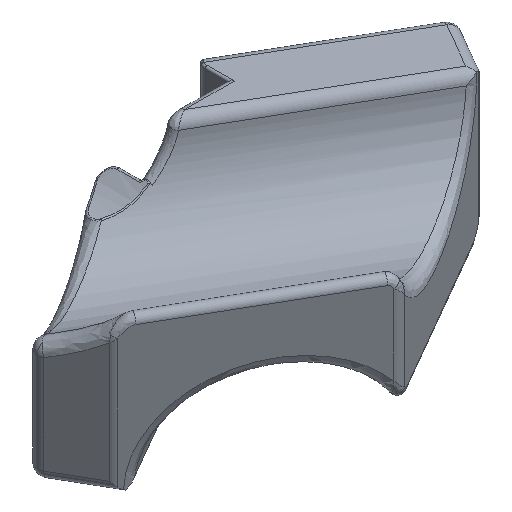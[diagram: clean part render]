
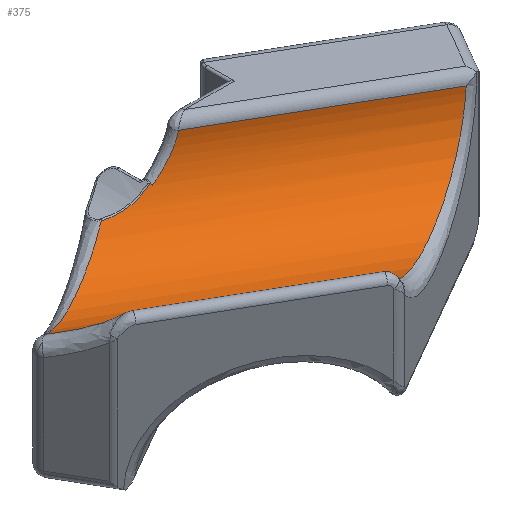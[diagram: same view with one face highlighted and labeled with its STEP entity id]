
A CAD part, isometric view. The second image highlights one B-rep face of the part: STEP entity #375.
In plain terms, the highlighted cylindrical face has radius 4.05 mm (diameter 8.1 mm), a partial arc.
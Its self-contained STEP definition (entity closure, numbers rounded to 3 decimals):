
#9 = VERTEX_POINT ( 'NONE', #1730 ) ;
#13 = CARTESIAN_POINT ( 'NONE',  ( -7.692, 9.07, 6.947 ) ) ;
#33 = CARTESIAN_POINT ( 'NONE',  ( -3.266, 14.018, 6.281 ) ) ;
#106 = VERTEX_POINT ( 'NONE', #2201 ) ;
#121 = CARTESIAN_POINT ( 'NONE',  ( -9.282, 11.537, 5.568 ) ) ;
#122 = CARTESIAN_POINT ( 'NONE',  ( -2.008, 13.838, 6.928 ) ) ;
#123 =( BOUNDED_CURVE ( )  B_SPLINE_CURVE ( 3, ( #293, #2950, #1074, #276 ),
 .UNSPECIFIED., .F., .F. ) 
 B_SPLINE_CURVE_WITH_KNOTS ( ( 4, 4 ),
 ( 3.673, 6.173 ),
 .UNSPECIFIED. ) 
 CURVE ( )  GEOMETRIC_REPRESENTATION_ITEM ( )  RATIONAL_B_SPLINE_CURVE ( ( 1., 0.544, 0.544, 1. ) ) 
 REPRESENTATION_ITEM ( '' )  );
#138 = EDGE_CURVE ( 'NONE', #2919, #570, #2236, .T. ) ;
#139 = AXIS2_PLACEMENT_3D ( 'NONE', #1266, #3342, #3380 ) ;
#153 = CARTESIAN_POINT ( 'NONE',  ( -2.022, 13.857, 6.944 ) ) ;
#276 = CARTESIAN_POINT ( 'NONE',  ( 7.824, 8.791, 8.555 ) ) ;
#293 = CARTESIAN_POINT ( 'NONE',  ( -0.157, 4.719, 6.947 ) ) ;
#317 = CARTESIAN_POINT ( 'NONE',  ( -2.302, 13.866, 6.72 ) ) ;
#365 = CARTESIAN_POINT ( 'NONE',  ( -2., 13.799, 6.879 ) ) ;
#375 = ADVANCED_FACE ( 'NONE', ( #2296 ), #1533, .F. ) ;
#389 = CARTESIAN_POINT ( 'NONE',  ( -2.02, 13.854, 6.942 ) ) ;
#464 =( BOUNDED_CURVE ( )  B_SPLINE_CURVE ( 3, ( #2204, #606, #569, #365 ),
 .UNSPECIFIED., .F., .T. ) 
 B_SPLINE_CURVE_WITH_KNOTS ( ( 4, 4 ),
 ( 0.11, 0.551 ),
 .UNSPECIFIED. ) 
 CURVE ( )  GEOMETRIC_REPRESENTATION_ITEM ( )  RATIONAL_B_SPLINE_CURVE ( ( 1., 0.984, 0.984, 1. ) ) 
 REPRESENTATION_ITEM ( '' )  );
#471 = VECTOR ( 'NONE', #1960, 1000. ) ;
#481 = EDGE_CURVE ( 'NONE', #3041, #9, #123, .T. ) ;
#541 = EDGE_CURVE ( 'NONE', #761, #2919, #1491, .T. ) ;
#569 = CARTESIAN_POINT ( 'NONE',  ( -1.337, 13.779, 7.391 ) ) ;
#570 = VERTEX_POINT ( 'NONE', #833 ) ;
#572 = CARTESIAN_POINT ( 'NONE',  ( -3.922, 14.272, 6.172 ) ) ;
#596 = CARTESIAN_POINT ( 'NONE',  ( -2., 13.81, 6.894 ) ) ;
#597 = ORIENTED_EDGE ( 'NONE', *, *, #481, .T. ) ;
#606 = CARTESIAN_POINT ( 'NONE',  ( -0.925, 13.767, 7.958 ) ) ;
#647 = CARTESIAN_POINT ( 'NONE',  ( -2., 13.799, 6.879 ) ) ;
#761 = VERTEX_POINT ( 'NONE', #153 ) ;
#833 = CARTESIAN_POINT ( 'NONE',  ( -9.282, 11.537, 5.568 ) ) ;
#838 = ORIENTED_EDGE ( 'NONE', *, *, #541, .T. ) ;
#892 = CARTESIAN_POINT ( 'NONE',  ( -13.069, 12.174, 6.947 ) ) ;
#925 = CARTESIAN_POINT ( 'NONE',  ( -2.001, 13.821, 6.909 ) ) ;
#981 = CARTESIAN_POINT ( 'NONE',  ( -9.282, 11.537, 5.568 ) ) ;
#1074 = CARTESIAN_POINT ( 'NONE',  ( 7.274, 8.511, 3.869 ) ) ;
#1111 = CARTESIAN_POINT ( 'NONE',  ( -8.085, 9.679, 6.384 ) ) ;
#1182 = CARTESIAN_POINT ( 'NONE',  ( -2.022, 13.857, 6.944 ) ) ;
#1263 = CARTESIAN_POINT ( 'NONE',  ( -9.311, 18.684, 8.555 ) ) ;
#1266 = CARTESIAN_POINT ( 'NONE',  ( -11.324, 15.198, 9. ) ) ;
#1272 = CARTESIAN_POINT ( 'NONE',  ( -3.922, 14.272, 6.172 ) ) ;
#1306 = B_SPLINE_CURVE_WITH_KNOTS ( 'NONE', 3,
 ( #647, #596, #925, #1462, #122, #1712, #2530, #1676, #389, #1182 ),
 .UNSPECIFIED., .F., .F.,
 ( 4, 3, 3, 4 ),
 ( 0., 0., 0., 0. ),
 .UNSPECIFIED. ) ;
#1397 = CARTESIAN_POINT ( 'NONE',  ( -2., 13.799, 6.879 ) ) ;
#1401 = ORIENTED_EDGE ( 'NONE', *, *, #2710, .T. ) ;
#1417 = LINE ( 'NONE', #892, #471 ) ;
#1462 = CARTESIAN_POINT ( 'NONE',  ( -2.006, 13.832, 6.922 ) ) ;
#1464 = ORIENTED_EDGE ( 'NONE', *, *, #3083, .T. ) ;
#1491 = B_SPLINE_CURVE_WITH_KNOTS ( 'NONE', 3,
 ( #2672, #317, #2422, #33, #2693, #572 ),
 .UNSPECIFIED., .F., .F.,
 ( 4, 2, 4 ),
 ( 0., 0.001, 0.002 ),
 .UNSPECIFIED. ) ;
#1533 = CYLINDRICAL_SURFACE ( 'NONE', #139, 4.05 ) ;
#1676 = CARTESIAN_POINT ( 'NONE',  ( -2.017, 13.852, 6.941 ) ) ;
#1710 = CARTESIAN_POINT ( 'NONE',  ( -8.625, 10.518, 5.915 ) ) ;
#1712 = CARTESIAN_POINT ( 'NONE',  ( -2.011, 13.843, 6.934 ) ) ;
#1730 = CARTESIAN_POINT ( 'NONE',  ( 7.824, 8.791, 8.555 ) ) ;
#1762 = ORIENTED_EDGE ( 'NONE', *, *, #3338, .T. ) ;
#1960 = DIRECTION ( 'NONE',  ( 0.866, -0.5, 0. ) ) ;
#2042 = EDGE_LOOP ( 'NONE', ( #2317, #1464, #838, #2153, #1762, #2258, #597, #1401 ) ) ;
#2089 = DIRECTION ( 'NONE',  ( -0.866, 0.5, 0. ) ) ;
#2153 = ORIENTED_EDGE ( 'NONE', *, *, #138, .T. ) ;
#2176 = CARTESIAN_POINT ( 'NONE',  ( -7.692, 9.07, 6.947 ) ) ;
#2201 = CARTESIAN_POINT ( 'NONE',  ( -0.786, 13.762, 8.555 ) ) ;
#2204 = CARTESIAN_POINT ( 'NONE',  ( -0.786, 13.762, 8.555 ) ) ;
#2236 =( BOUNDED_CURVE ( )  B_SPLINE_CURVE ( 3, ( #1272, #3318, #3351, #981 ),
 .UNSPECIFIED., .F., .F. ) 
 B_SPLINE_CURVE_WITH_KNOTS ( ( 4, 4 ),
 ( 0.773, 2.13 ),
 .UNSPECIFIED. ) 
 CURVE ( )  GEOMETRIC_REPRESENTATION_ITEM ( )  RATIONAL_B_SPLINE_CURVE ( ( 1., 0.852, 0.852, 1. ) ) 
 REPRESENTATION_ITEM ( '' )  );
#2244 =( BOUNDED_CURVE ( )  B_SPLINE_CURVE ( 3, ( #121, #1710, #1111, #2176 ),
 .UNSPECIFIED., .F., .T. ) 
 B_SPLINE_CURVE_WITH_KNOTS ( ( 4, 4 ),
 ( 5.272, 5.752 ),
 .UNSPECIFIED. ) 
 CURVE ( )  GEOMETRIC_REPRESENTATION_ITEM ( )  RATIONAL_B_SPLINE_CURVE ( ( 1., 0.981, 0.981, 1. ) ) 
 REPRESENTATION_ITEM ( '' )  );
#2258 = ORIENTED_EDGE ( 'NONE', *, *, #2266, .T. ) ;
#2264 = VERTEX_POINT ( 'NONE', #1397 ) ;
#2266 = EDGE_CURVE ( 'NONE', #3323, #3041, #1417, .T. ) ;
#2296 = FACE_OUTER_BOUND ( 'NONE', #2042, .T. ) ;
#2317 = ORIENTED_EDGE ( 'NONE', *, *, #2863, .T. ) ;
#2360 = VECTOR ( 'NONE', #2089, 1000. ) ;
#2422 = CARTESIAN_POINT ( 'NONE',  ( -2.611, 13.89, 6.542 ) ) ;
#2530 = CARTESIAN_POINT ( 'NONE',  ( -2.015, 13.849, 6.938 ) ) ;
#2672 = CARTESIAN_POINT ( 'NONE',  ( -2.022, 13.857, 6.944 ) ) ;
#2693 = CARTESIAN_POINT ( 'NONE',  ( -3.597, 14.122, 6.205 ) ) ;
#2710 = EDGE_CURVE ( 'NONE', #9, #106, #2881, .T. ) ;
#2731 = CARTESIAN_POINT ( 'NONE',  ( -0.157, 4.719, 6.947 ) ) ;
#2863 = EDGE_CURVE ( 'NONE', #106, #2264, #464, .T. ) ;
#2881 = LINE ( 'NONE', #1263, #2360 ) ;
#2919 = VERTEX_POINT ( 'NONE', #3355 ) ;
#2950 = CARTESIAN_POINT ( 'NONE',  ( 2.38, 6.014, 2.884 ) ) ;
#3041 = VERTEX_POINT ( 'NONE', #2731 ) ;
#3083 = EDGE_CURVE ( 'NONE', #2264, #761, #1306, .T. ) ;
#3318 = CARTESIAN_POINT ( 'NONE',  ( -5.396, 13.52, 4.748 ) ) ;
#3323 = VERTEX_POINT ( 'NONE', #13 ) ;
#3338 = EDGE_CURVE ( 'NONE', #570, #3323, #2244, .T. ) ;
#3342 = DIRECTION ( 'NONE',  ( 0.866, -0.5, 0. ) ) ;
#3351 = CARTESIAN_POINT ( 'NONE',  ( -7.493, 12.45, 4.512 ) ) ;
#3355 = CARTESIAN_POINT ( 'NONE',  ( -3.922, 14.272, 6.172 ) ) ;
#3380 = DIRECTION ( 'NONE',  ( 0.5, 0.866, 0. ) ) ;
